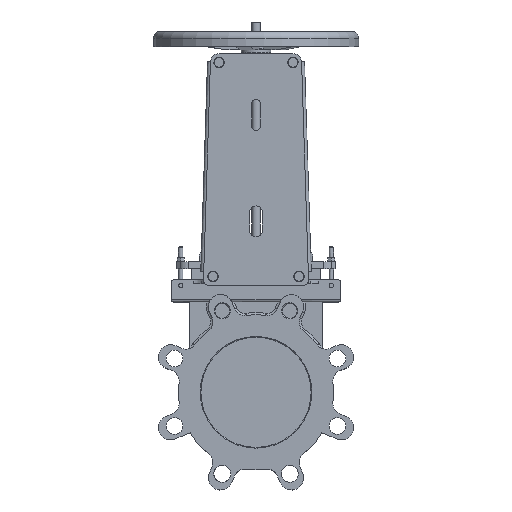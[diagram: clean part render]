
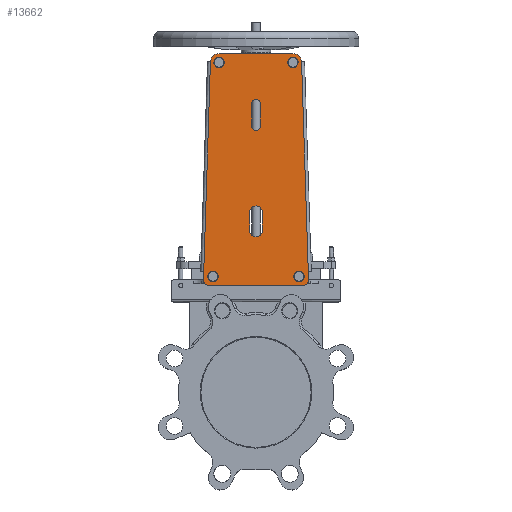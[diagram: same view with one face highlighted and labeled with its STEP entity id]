
A CAD part, top view. The second image highlights one B-rep face of the part: STEP entity #13662.
In plain terms, the highlighted planar face has unit normal (0, 0, 1).
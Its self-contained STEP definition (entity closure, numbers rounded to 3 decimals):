
#604=FACE_BOUND('',#1901,.T.);
#605=FACE_BOUND('',#1902,.T.);
#606=FACE_BOUND('',#1903,.T.);
#607=FACE_BOUND('',#1904,.T.);
#608=FACE_BOUND('',#1905,.T.);
#609=FACE_BOUND('',#1906,.T.);
#732=PLANE('',#14638);
#1124=FACE_OUTER_BOUND('',#1900,.T.);
#1900=EDGE_LOOP('',(#9070,#9071,#9072,#9073,#9074,#9075,#9076,#9077,#9078,
#9079));
#1901=EDGE_LOOP('',(#9080));
#1902=EDGE_LOOP('',(#9081,#9082,#9083,#9084));
#1903=EDGE_LOOP('',(#9085));
#1904=EDGE_LOOP('',(#9086));
#1905=EDGE_LOOP('',(#9087,#9088,#9089,#9090));
#1906=EDGE_LOOP('',(#9091));
#2759=LINE('',#20047,#3799);
#2793=LINE('',#20152,#3833);
#2796=LINE('',#20163,#3836);
#2799=LINE('',#20171,#3839);
#2804=LINE('',#20191,#3844);
#2807=LINE('',#20199,#3847);
#2811=LINE('',#20215,#3851);
#2814=LINE('',#20223,#3854);
#2817=LINE('',#20230,#3857);
#2819=LINE('',#20236,#3859);
#3799=VECTOR('',#16171,10.);
#3833=VECTOR('',#16263,10.);
#3836=VECTOR('',#16274,10.);
#3839=VECTOR('',#16283,10.);
#3844=VECTOR('',#16306,10.);
#3847=VECTOR('',#16315,10.);
#3851=VECTOR('',#16335,10.);
#3854=VECTOR('',#16344,10.);
#3857=VECTOR('',#16353,10.);
#3859=VECTOR('',#16361,10.);
#4808=CIRCLE('',#14603,4.5);
#4810=CIRCLE('',#14607,8.806);
#4811=CIRCLE('',#14610,8.806);
#4812=CIRCLE('',#14612,4.5);
#4814=CIRCLE('',#14615,4.5);
#4816=CIRCLE('',#14619,6.);
#4817=CIRCLE('',#14622,6.);
#4818=CIRCLE('',#14624,4.5);
#4820=CIRCLE('',#14627,11.75);
#4821=CIRCLE('',#14630,6.);
#4822=CIRCLE('',#14633,6.);
#4823=CIRCLE('',#14636,11.75);
#5489=VERTEX_POINT('',#20042);
#5490=VERTEX_POINT('',#20046);
#5496=VERTEX_POINT('',#20063);
#5504=VERTEX_POINT('',#20085);
#5533=VERTEX_POINT('',#20154);
#5535=VERTEX_POINT('',#20160);
#5536=VERTEX_POINT('',#20162);
#5537=VERTEX_POINT('',#20166);
#5538=VERTEX_POINT('',#20170);
#5539=VERTEX_POINT('',#20176);
#5541=VERTEX_POINT('',#20182);
#5543=VERTEX_POINT('',#20188);
#5544=VERTEX_POINT('',#20190);
#5545=VERTEX_POINT('',#20194);
#5546=VERTEX_POINT('',#20198);
#5547=VERTEX_POINT('',#20204);
#5549=VERTEX_POINT('',#20210);
#5550=VERTEX_POINT('',#20214);
#5551=VERTEX_POINT('',#20218);
#5552=VERTEX_POINT('',#20222);
#5553=VERTEX_POINT('',#20226);
#5554=VERTEX_POINT('',#20232);
#6804=EDGE_CURVE('',#5490,#5489,#2759,.T.);
#6857=EDGE_CURVE('',#5496,#5504,#2793,.T.);
#6858=EDGE_CURVE('',#5533,#5533,#4808,.T.);
#6862=EDGE_CURVE('',#5536,#5535,#2796,.T.);
#6864=EDGE_CURVE('',#5537,#5536,#4810,.T.);
#6866=EDGE_CURVE('',#5538,#5537,#2799,.T.);
#6868=EDGE_CURVE('',#5535,#5538,#4811,.T.);
#6869=EDGE_CURVE('',#5539,#5539,#4812,.T.);
#6872=EDGE_CURVE('',#5541,#5541,#4814,.T.);
#6876=EDGE_CURVE('',#5544,#5543,#2804,.T.);
#6878=EDGE_CURVE('',#5545,#5544,#4816,.T.);
#6880=EDGE_CURVE('',#5546,#5545,#2807,.T.);
#6882=EDGE_CURVE('',#5543,#5546,#4817,.T.);
#6883=EDGE_CURVE('',#5547,#5547,#4818,.T.);
#6887=EDGE_CURVE('',#5489,#5549,#4820,.T.);
#6888=EDGE_CURVE('',#5550,#5490,#2811,.T.);
#6890=EDGE_CURVE('',#5551,#5550,#4821,.T.);
#6892=EDGE_CURVE('',#5552,#5551,#2814,.T.);
#6894=EDGE_CURVE('',#5553,#5552,#4822,.T.);
#6896=EDGE_CURVE('',#5504,#5553,#2817,.T.);
#6897=EDGE_CURVE('',#5554,#5496,#4823,.T.);
#6899=EDGE_CURVE('',#5549,#5554,#2819,.T.);
#9070=ORIENTED_EDGE('',*,*,#6899,.T.);
#9071=ORIENTED_EDGE('',*,*,#6897,.T.);
#9072=ORIENTED_EDGE('',*,*,#6857,.T.);
#9073=ORIENTED_EDGE('',*,*,#6896,.T.);
#9074=ORIENTED_EDGE('',*,*,#6894,.T.);
#9075=ORIENTED_EDGE('',*,*,#6892,.T.);
#9076=ORIENTED_EDGE('',*,*,#6890,.T.);
#9077=ORIENTED_EDGE('',*,*,#6888,.T.);
#9078=ORIENTED_EDGE('',*,*,#6804,.T.);
#9079=ORIENTED_EDGE('',*,*,#6887,.T.);
#9080=ORIENTED_EDGE('',*,*,#6883,.T.);
#9081=ORIENTED_EDGE('',*,*,#6882,.T.);
#9082=ORIENTED_EDGE('',*,*,#6880,.T.);
#9083=ORIENTED_EDGE('',*,*,#6878,.T.);
#9084=ORIENTED_EDGE('',*,*,#6876,.T.);
#9085=ORIENTED_EDGE('',*,*,#6872,.T.);
#9086=ORIENTED_EDGE('',*,*,#6869,.T.);
#9087=ORIENTED_EDGE('',*,*,#6868,.T.);
#9088=ORIENTED_EDGE('',*,*,#6866,.T.);
#9089=ORIENTED_EDGE('',*,*,#6864,.T.);
#9090=ORIENTED_EDGE('',*,*,#6862,.T.);
#9091=ORIENTED_EDGE('',*,*,#6858,.T.);
#13662=ADVANCED_FACE('',(#1124,#604,#605,#606,#607,#608,#609),#732,.T.);
#14603=AXIS2_PLACEMENT_3D('',#20155,#16266,#16267);
#14607=AXIS2_PLACEMENT_3D('',#20167,#16278,#16279);
#14610=AXIS2_PLACEMENT_3D('',#20174,#16287,#16288);
#14612=AXIS2_PLACEMENT_3D('',#20177,#16291,#16292);
#14615=AXIS2_PLACEMENT_3D('',#20183,#16298,#16299);
#14619=AXIS2_PLACEMENT_3D('',#20195,#16310,#16311);
#14622=AXIS2_PLACEMENT_3D('',#20202,#16319,#16320);
#14624=AXIS2_PLACEMENT_3D('',#20205,#16323,#16324);
#14627=AXIS2_PLACEMENT_3D('',#20212,#16331,#16332);
#14630=AXIS2_PLACEMENT_3D('',#20219,#16339,#16340);
#14633=AXIS2_PLACEMENT_3D('',#20227,#16348,#16349);
#14636=AXIS2_PLACEMENT_3D('',#20233,#16356,#16357);
#14638=AXIS2_PLACEMENT_3D('',#20237,#16362,#16363);
#16171=DIRECTION('',(-0.032,0.999,0.));
#16263=DIRECTION('',(-0.032,-0.999,0.));
#16266=DIRECTION('center_axis',(0.,0.,
-1.));
#16267=DIRECTION('ref_axis',(-1.,0.,0.));
#16274=DIRECTION('',(0.,1.,0.));
#16278=DIRECTION('center_axis',(0.,0.,
-1.));
#16279=DIRECTION('ref_axis',(1.,0.,0.));
#16283=DIRECTION('',(0.,-1.,0.));
#16287=DIRECTION('center_axis',(0.,0.,
-1.));
#16288=DIRECTION('ref_axis',(-1.,0.,0.));
#16291=DIRECTION('center_axis',(0.,0.,
-1.));
#16292=DIRECTION('ref_axis',(-1.,0.,0.));
#16298=DIRECTION('center_axis',(0.,0.,
-1.));
#16299=DIRECTION('ref_axis',(-1.,0.,0.));
#16306=DIRECTION('',(0.,1.,0.));
#16310=DIRECTION('center_axis',(0.,0.,
-1.));
#16311=DIRECTION('ref_axis',(1.,0.,0.));
#16315=DIRECTION('',(0.,-1.,0.));
#16319=DIRECTION('center_axis',(0.,0.,
-1.));
#16320=DIRECTION('ref_axis',(-1.,0.,0.));
#16323=DIRECTION('center_axis',(0.,0.,
-1.));
#16324=DIRECTION('ref_axis',(-1.,0.,0.));
#16331=DIRECTION('center_axis',(0.,0.,
1.));
#16332=DIRECTION('ref_axis',(1.,0.,0.));
#16335=DIRECTION('',(0.,1.,0.));
#16339=DIRECTION('center_axis',(0.,0.,
1.));
#16340=DIRECTION('ref_axis',(0.,-1.,0.));
#16344=DIRECTION('',(1.,0.,0.));
#16348=DIRECTION('center_axis',(0.,0.,
1.));
#16349=DIRECTION('ref_axis',(-1.,0.,0.));
#16353=DIRECTION('',(0.,-1.,0.));
#16356=DIRECTION('center_axis',(0.,0.,
1.));
#16357=DIRECTION('ref_axis',(0.,1.,0.));
#16361=DIRECTION('',(-1.,0.,0.));
#16362=DIRECTION('center_axis',(0.,0.,
1.));
#16363=DIRECTION('ref_axis',(1.,0.,0.));
#20042=CARTESIAN_POINT('',(61.994,449.628,32.5));
#20046=CARTESIAN_POINT('',(71.144,164.912,32.5));
#20047=CARTESIAN_POINT('',(71.144,164.912,32.5));
#20063=CARTESIAN_POINT('',(-61.994,449.628,32.5));
#20085=CARTESIAN_POINT('',(-71.144,164.912,32.5));
#20152=CARTESIAN_POINT('',(-61.994,449.628,32.5));
#20154=CARTESIAN_POINT('',(54.75,449.,32.5));
#20155=CARTESIAN_POINT('Origin',(50.25,449.,32.5));
#20160=CARTESIAN_POINT('',(-8.806,244.849,32.5));
#20162=CARTESIAN_POINT('',(-8.806,220.413,32.5));
#20163=CARTESIAN_POINT('',(-8.806,220.413,32.5));
#20166=CARTESIAN_POINT('',(8.806,220.413,32.5));
#20167=CARTESIAN_POINT('Origin',(0.,220.413,
32.5));
#20170=CARTESIAN_POINT('',(8.806,244.849,32.5));
#20171=CARTESIAN_POINT('',(8.806,244.849,32.5));
#20174=CARTESIAN_POINT('Origin',(0.,244.849,
32.5));
#20176=CARTESIAN_POINT('',(-54.059,157.659,32.5));
#20177=CARTESIAN_POINT('Origin',(-58.559,157.659,32.5));
#20182=CARTESIAN_POINT('',(63.059,157.659,32.5));
#20183=CARTESIAN_POINT('Origin',(58.559,157.659,32.5));
#20188=CARTESIAN_POINT('',(-6.,392.59,32.5));
#20190=CARTESIAN_POINT('',(-6.,362.289,32.5));
#20191=CARTESIAN_POINT('',(-6.,362.289,32.5));
#20194=CARTESIAN_POINT('',(6.,362.289,32.5));
#20195=CARTESIAN_POINT('Origin',(0.,362.289,
32.5));
#20198=CARTESIAN_POINT('',(6.,392.59,32.5));
#20199=CARTESIAN_POINT('',(6.,392.59,32.5));
#20202=CARTESIAN_POINT('Origin',(0.,392.59,32.5));
#20204=CARTESIAN_POINT('',(-45.75,449.,32.5));
#20205=CARTESIAN_POINT('Origin',(-50.25,449.,32.5));
#20210=CARTESIAN_POINT('',(50.25,461.,32.5));
#20212=CARTESIAN_POINT('Origin',(50.25,449.25,32.5));
#20214=CARTESIAN_POINT('',(71.144,151.912,32.5));
#20215=CARTESIAN_POINT('',(71.144,151.912,32.5));
#20218=CARTESIAN_POINT('',(65.144,145.912,32.5));
#20219=CARTESIAN_POINT('Origin',(65.144,151.912,32.5));
#20222=CARTESIAN_POINT('',(-65.144,145.912,32.5));
#20223=CARTESIAN_POINT('',(-65.144,145.912,32.5));
#20226=CARTESIAN_POINT('',(-71.144,151.912,32.5));
#20227=CARTESIAN_POINT('Origin',(-65.144,151.912,32.5));
#20230=CARTESIAN_POINT('',(-71.144,164.912,32.5));
#20232=CARTESIAN_POINT('',(-50.25,461.,32.5));
#20233=CARTESIAN_POINT('Origin',(-50.25,449.25,32.5));
#20236=CARTESIAN_POINT('',(50.25,461.,32.5));
#20237=CARTESIAN_POINT('Origin',(0.,303.456,
32.5));
